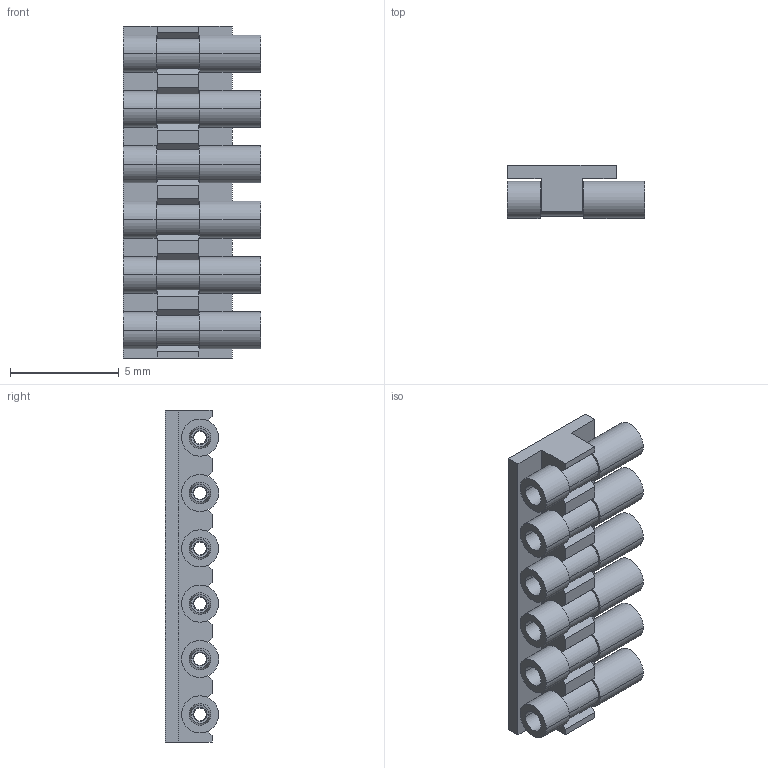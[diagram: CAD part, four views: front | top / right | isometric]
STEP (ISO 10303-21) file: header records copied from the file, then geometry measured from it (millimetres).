
FILE_DESCRIPTION(('STEP AP242'),'1');
FILE_NAME('pcb_connector_8fm-78-0006-02-146.stp','2020-06-10T17:11:11',('TraceParts'),('TraceParts S.A.'),'Spatial InterOp 3D',' ',' ');
FILE_SCHEMA(('AP242_MANAGED_MODEL_BASED_3D_ENGINEERING_MIM_LF {1 0 10303 442 1 1 4}'));
Length unit declared in the file: millimetre
Products named in the file (1): pcb_connector_8fm-78-0006-02-146_1
Bounding box: 6.3 x 2.44 x 15.24 mm (x, y, z)
Volume: 117.1 mm3; surface area: 631.7 mm2
Topology: 7 solids, 7 shells, 226 faces, 516 edges, 316 vertices
Faces by surface type: cylinder 90, cone 60, plane 52, torus 24
Entity records: 8268 total; most frequent: DIRECTION 1270, CARTESIAN_POINT 1065, ORIENTED_EDGE 1032, AXIS2_PLACEMENT_3D 521, EDGE_CURVE 516, VERTEX_POINT 316, CIRCLE 288, EDGE_LOOP 250
